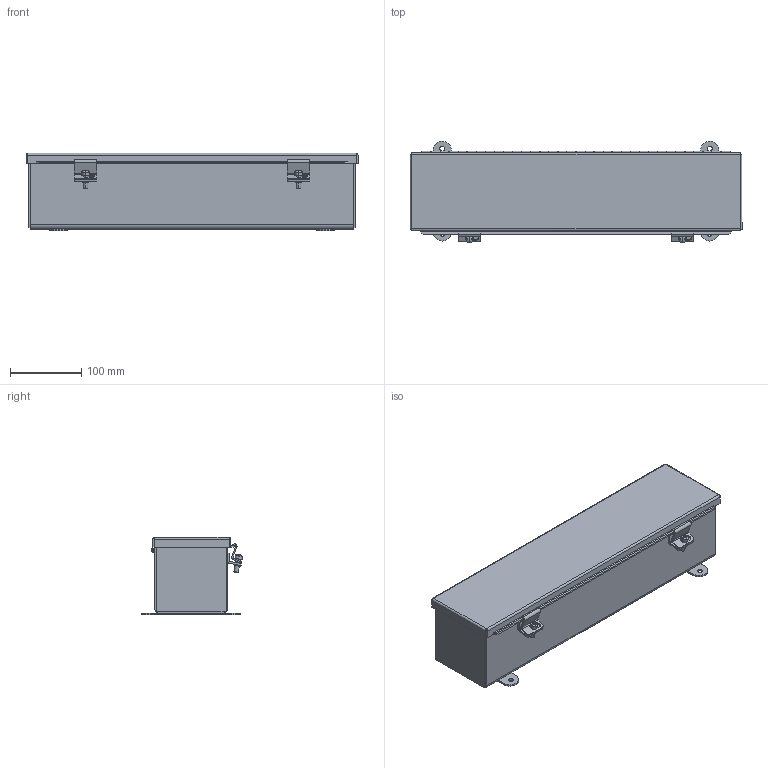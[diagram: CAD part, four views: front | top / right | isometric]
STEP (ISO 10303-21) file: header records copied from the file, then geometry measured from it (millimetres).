
FILE_DESCRIPTION (( 'STEP AP214' ), '1' );
FILE_NAME ('T4418CH.STEP', '2021-11-10T20:09:22', ( '' ), ( '' ), 'SwSTEP 2.0', 'SolidWorks 2021', '' );
FILE_SCHEMA (( 'AUTOMOTIVE_DESIGN' ));
Length unit declared in the file: inch
Products named in the file (1): T4418CH
Bounding box: 465.14 x 142.11 x 108.78 mm (x, y, z)
Volume: 483858.1 mm3; surface area: 536414.8 mm2
Topology: 15 solids, 15 shells, 502 faces, 1370 edges, 902 vertices
Faces by surface type: plane 268, cylinder 216, bspline 14, cone 4
Entity records: 23361 total; most frequent: CARTESIAN_POINT 3456, DIRECTION 2744, ORIENTED_EDGE 2740, EDGE_CURVE 1370, AXIS2_PLACEMENT_3D 923, VERTEX_POINT 902, VECTOR 898, LINE 898
